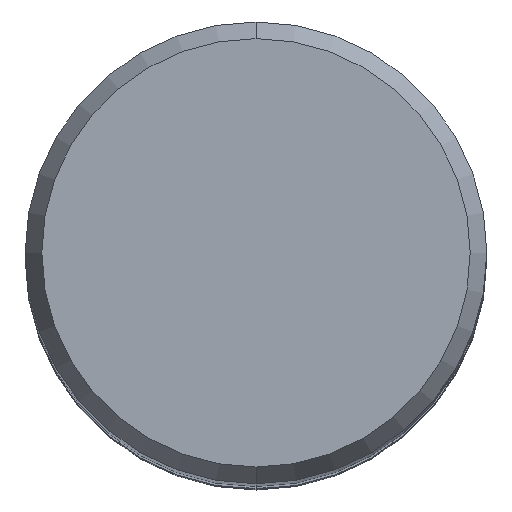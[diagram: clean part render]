
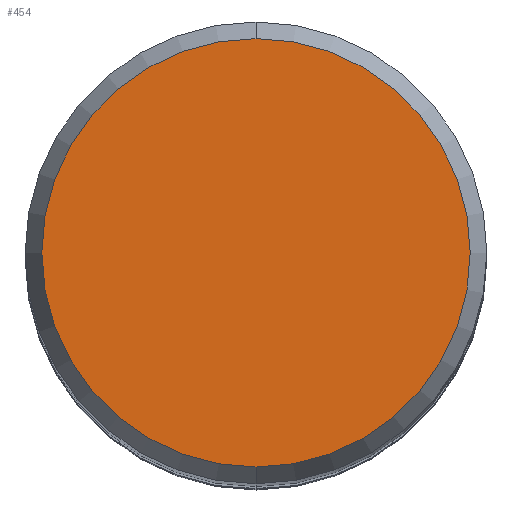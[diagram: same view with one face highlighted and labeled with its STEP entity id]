
A CAD part, top view. The second image highlights one B-rep face of the part: STEP entity #454.
In plain terms, the highlighted planar face has unit normal (0, 0, 1).
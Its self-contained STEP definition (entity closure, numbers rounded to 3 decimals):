
#212=EDGE_CURVE('',#276,#412,#543,.T.);
#276=VERTEX_POINT('',#614);
#408=EDGE_CURVE('',#412,#276,#761,.T.);
#412=VERTEX_POINT('',#765);
#454=ADVANCED_FACE('',(#811),#812,.T.);
#543=CIRCLE('',#905,5.892);
#614=CARTESIAN_POINT('',(0.0,5.892,0.));
#761=CIRCLE('',#1398,5.892);
#765=CARTESIAN_POINT('',(0.,-5.892,0.));
#811=FACE_OUTER_BOUND('',#1516,.T.);
#812=PLANE('',#1517);
#905=AXIS2_PLACEMENT_3D('',#1629,#1630,#1631);
#1398=AXIS2_PLACEMENT_3D('',#1887,#1888,#1889);
#1516=EDGE_LOOP('',(#1930,#1931));
#1517=AXIS2_PLACEMENT_3D('',#1932,#1933,#1934);
#1629=CARTESIAN_POINT('',(0.0,0.0,0.));
#1630=DIRECTION('',(0.0,0.0,-1.0));
#1631=DIRECTION('',(0.0,1.0,0.0));
#1887=CARTESIAN_POINT('',(0.0,0.0,0.));
#1888=DIRECTION('',(0.0,0.0,-1.0));
#1889=DIRECTION('',(0.0,1.0,0.0));
#1930=ORIENTED_EDGE('',*,*,#212,.F.);
#1931=ORIENTED_EDGE('',*,*,#408,.F.);
#1932=CARTESIAN_POINT('',(0.0,2.946,0.));
#1933=DIRECTION('',(-0.0,0.0,1.0));
#1934=DIRECTION('',(0.0,-1.0,0.0));
